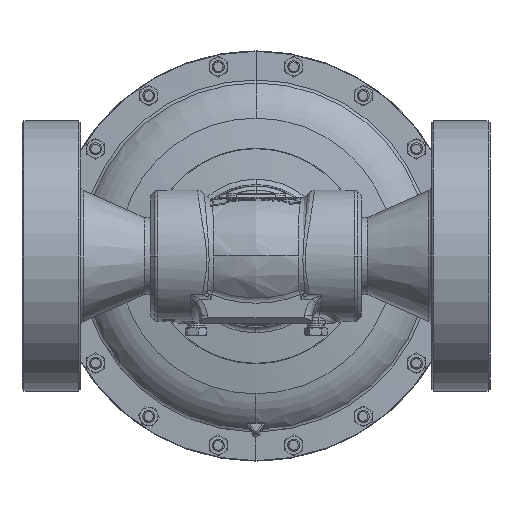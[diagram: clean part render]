
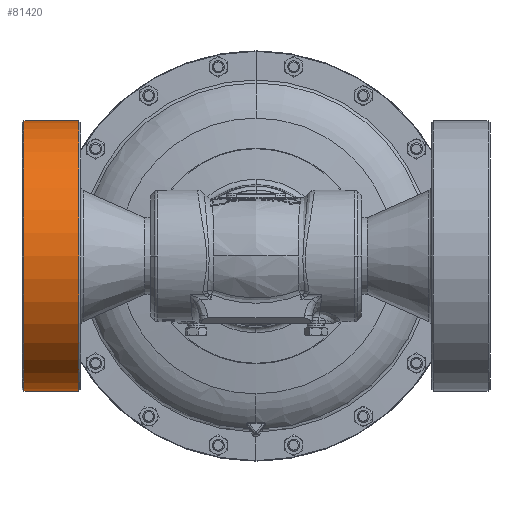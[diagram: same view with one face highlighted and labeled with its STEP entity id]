
A CAD part, front view. The second image highlights one B-rep face of the part: STEP entity #81420.
In plain terms, the highlighted cylindrical face has radius 107.95 mm (diameter 215.9 mm), a partial arc.
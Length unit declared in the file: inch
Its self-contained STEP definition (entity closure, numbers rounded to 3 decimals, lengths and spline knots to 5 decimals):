
#689 = AXIS2_PLACEMENT_3D ( 'NONE', #18226, #90255, #59295 ) ;
#809 = VECTOR ( 'NONE', #10750, 39.37008 ) ;
#1359 = VECTOR ( 'NONE', #108700, 39.37008 ) ;
#5224 = CARTESIAN_POINT ( 'NONE',  ( -7.28875, -0.39, 4.25 ) ) ;
#7755 = ORIENTED_EDGE ( 'NONE', *, *, #115351, .T. ) ;
#9433 = DIRECTION ( 'NONE',  ( -1., 0., 0. ) ) ;
#9956 = CIRCLE ( 'NONE', #110962, 4.25 ) ;
#10750 = DIRECTION ( 'NONE',  ( -1., 0., 0. ) ) ;
#18226 = CARTESIAN_POINT ( 'NONE',  ( -7.35125, -0.39, 0. ) ) ;
#18459 = EDGE_CURVE ( 'NONE', #47770, #32523, #109363, .T. ) ;
#18732 = DIRECTION ( 'NONE',  ( 0., 0., -1. ) ) ;
#23302 = VERTEX_POINT ( 'NONE', #28666 ) ;
#28666 = CARTESIAN_POINT ( 'NONE',  ( -5.57, -0.39, 4.25 ) ) ;
#32523 = VERTEX_POINT ( 'NONE', #55022 ) ;
#34090 = ORIENTED_EDGE ( 'NONE', *, *, #36823, .T. ) ;
#36823 = EDGE_CURVE ( 'NONE', #94630, #32523, #9956, .T. ) ;
#47770 = VERTEX_POINT ( 'NONE', #114324 ) ;
#51130 = DIRECTION ( 'NONE',  ( 0., 0., 1. ) ) ;
#55022 = CARTESIAN_POINT ( 'NONE',  ( -7.28875, -0.39, -4.25 ) ) ;
#57019 = CIRCLE ( 'NONE', #80694, 4.25 ) ;
#59295 = DIRECTION ( 'NONE',  ( 0., 0., -1. ) ) ;
#60159 = ORIENTED_EDGE ( 'NONE', *, *, #18459, .F. ) ;
#68954 = CARTESIAN_POINT ( 'NONE',  ( -7.35125, -0.39, -4.25 ) ) ;
#69924 = CARTESIAN_POINT ( 'NONE',  ( -7.28875, -0.39, 0. ) ) ;
#80694 = AXIS2_PLACEMENT_3D ( 'NONE', #102354, #9433, #51130 ) ;
#81420 = ADVANCED_FACE ( 'NONE', ( #122540 ), #123870, .T. ) ;
#82143 = LINE ( 'NONE', #92842, #809 ) ;
#90255 = DIRECTION ( 'NONE',  ( -1., 0., 0. ) ) ;
#92842 = CARTESIAN_POINT ( 'NONE',  ( -7.35125, -0.39, 4.25 ) ) ;
#93394 = DIRECTION ( 'NONE',  ( 1., 0., 0. ) ) ;
#94630 = VERTEX_POINT ( 'NONE', #5224 ) ;
#99345 = EDGE_LOOP ( 'NONE', ( #108647, #7755, #34090, #60159 ) ) ;
#102354 = CARTESIAN_POINT ( 'NONE',  ( -5.57, -0.39, 0. ) ) ;
#105542 = EDGE_CURVE ( 'NONE', #47770, #23302, #57019, .T. ) ;
#108647 = ORIENTED_EDGE ( 'NONE', *, *, #105542, .T. ) ;
#108700 = DIRECTION ( 'NONE',  ( -1., 0., 0. ) ) ;
#109363 = LINE ( 'NONE', #68954, #1359 ) ;
#110962 = AXIS2_PLACEMENT_3D ( 'NONE', #69924, #93394, #18732 ) ;
#114324 = CARTESIAN_POINT ( 'NONE',  ( -5.57, -0.39, -4.25 ) ) ;
#115351 = EDGE_CURVE ( 'NONE', #23302, #94630, #82143, .T. ) ;
#122540 = FACE_OUTER_BOUND ( 'NONE', #99345, .T. ) ;
#123870 = CYLINDRICAL_SURFACE ( 'NONE', #689, 4.25 ) ;
